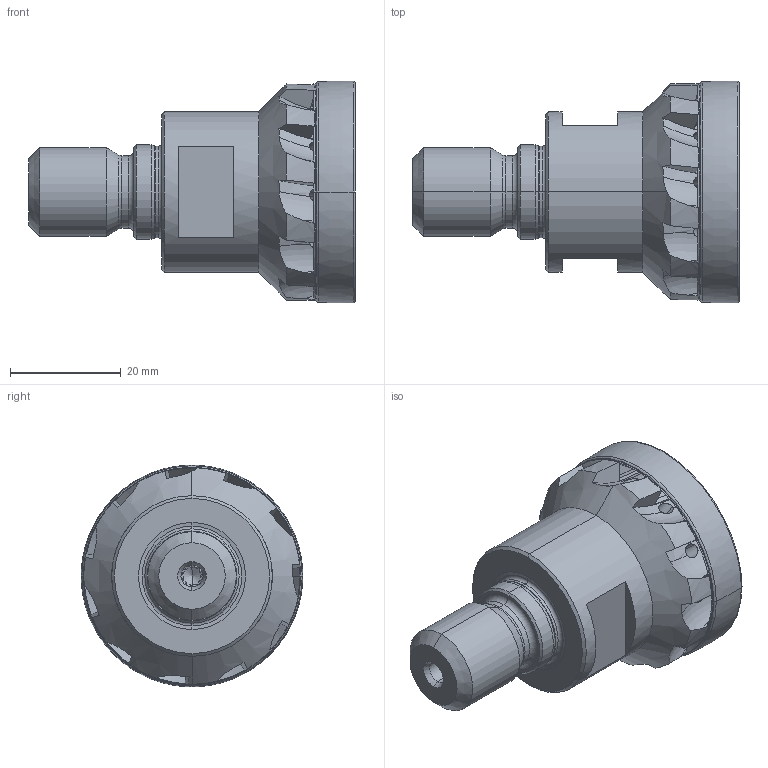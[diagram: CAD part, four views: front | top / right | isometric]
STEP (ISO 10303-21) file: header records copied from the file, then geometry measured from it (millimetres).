
FILE_DESCRIPTION (( 'STEP AP214' ), '1' );
FILE_NAME ('ESF-40-35-M16-63-11.STEP', '2012-01-19T09:55:13', ( '' ), ( '' ), 'SwSTEP 2.0', 'SolidWorks 2011', '' );
FILE_SCHEMA (( 'AUTOMOTIVE_DESIGN' ));
Length unit declared in the file: millimetre
Products named in the file (1): ESF-40-35-M16-63-11
Bounding box: 59 x 40 x 40 mm (x, y, z)
Volume: 30888.1 mm3; surface area: 10774.3 mm2
Topology: 1 solids, 12 shells, 279 faces, 896 edges, 581 vertices
Faces by surface type: plane 88, cylinder 78, cone 64, torus 27, bspline 22
Entity records: 11543 total; most frequent: CARTESIAN_POINT 4312, ORIENTED_EDGE 1788, DIRECTION 1256, EDGE_CURVE 894, VERTEX_POINT 581, AXIS2_PLACEMENT_3D 532, B_SPLINE_CURVE_WITH_KNOTS 352, EDGE_LOOP 287
